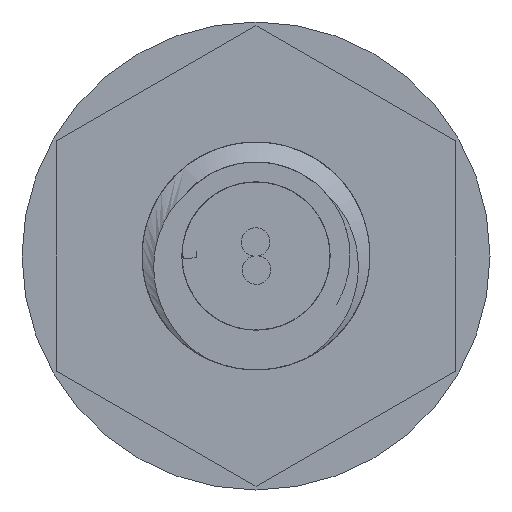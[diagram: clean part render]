
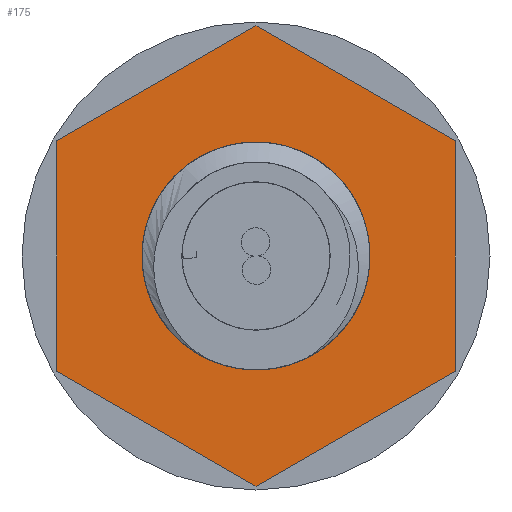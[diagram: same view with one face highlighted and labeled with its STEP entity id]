
A CAD part, left-side view. The second image highlights one B-rep face of the part: STEP entity #175.
In plain terms, the highlighted planar face has unit normal (-1, 0, 0).
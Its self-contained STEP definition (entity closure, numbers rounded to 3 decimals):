
#134=FACE_OUTER_BOUND('',#368,.T.);
#175=ADVANCED_FACE('',(#134),#210,.F.);
#210=PLANE('',#738);
#253=LINE('',#7924,#297);
#257=LINE('',#7933,#301);
#260=LINE('',#7939,#304);
#263=LINE('',#7945,#307);
#266=LINE('',#7951,#310);
#269=LINE('',#7957,#313);
#297=VECTOR('',#823,1.);
#301=VECTOR('',#829,1.);
#304=VECTOR('',#834,1.);
#307=VECTOR('',#839,1.);
#310=VECTOR('',#844,1.);
#313=VECTOR('',#849,1.);
#368=EDGE_LOOP('',(#495,#496,#497,#498,#499,#500));
#495=ORIENTED_EDGE('',*,*,#645,.F.);
#496=ORIENTED_EDGE('',*,*,#661,.F.);
#497=ORIENTED_EDGE('',*,*,#658,.F.);
#498=ORIENTED_EDGE('',*,*,#655,.F.);
#499=ORIENTED_EDGE('',*,*,#652,.F.);
#500=ORIENTED_EDGE('',*,*,#649,.F.);
#577=VERTEX_POINT('',#7925);
#578=VERTEX_POINT('',#7926);
#581=VERTEX_POINT('',#7934);
#583=VERTEX_POINT('',#7940);
#585=VERTEX_POINT('',#7946);
#587=VERTEX_POINT('',#7952);
#645=EDGE_CURVE('',#577,#578,#253,.T.);
#649=EDGE_CURVE('',#578,#581,#257,.T.);
#652=EDGE_CURVE('',#581,#583,#260,.T.);
#655=EDGE_CURVE('',#583,#585,#263,.T.);
#658=EDGE_CURVE('',#585,#587,#266,.T.);
#661=EDGE_CURVE('',#587,#577,#269,.T.);
#738=AXIS2_PLACEMENT_3D('',#7961,#855,#856);
#823=DIRECTION('',(0.,0.,-1.));
#829=DIRECTION('',(0.,0.866,-0.5));
#834=DIRECTION('',(0.,0.866,0.5));
#839=DIRECTION('',(0.,0.,1.));
#844=DIRECTION('',(0.,-0.866,0.5));
#849=DIRECTION('',(0.,-0.866,-0.5));
#855=DIRECTION('',(1.,0.,0.));
#856=DIRECTION('',(0.,0.,-1.));
#7924=CARTESIAN_POINT('',(5.,-3.5,2.021));
#7925=CARTESIAN_POINT('',(5.,-3.5,2.021));
#7926=CARTESIAN_POINT('',(5.,-3.5,-2.021));
#7933=CARTESIAN_POINT('',(5.,-3.5,-2.021));
#7934=CARTESIAN_POINT('',(5.,0.,-4.041));
#7939=CARTESIAN_POINT('',(5.,0.,-4.041));
#7940=CARTESIAN_POINT('',(5.,3.5,-2.021));
#7945=CARTESIAN_POINT('',(5.,3.5,-2.021));
#7946=CARTESIAN_POINT('',(5.,3.5,2.021));
#7951=CARTESIAN_POINT('',(5.,3.5,2.021));
#7952=CARTESIAN_POINT('',(5.,0.,4.041));
#7957=CARTESIAN_POINT('',(5.,0.,4.041));
#7961=CARTESIAN_POINT('',(5.,0.,0.));
